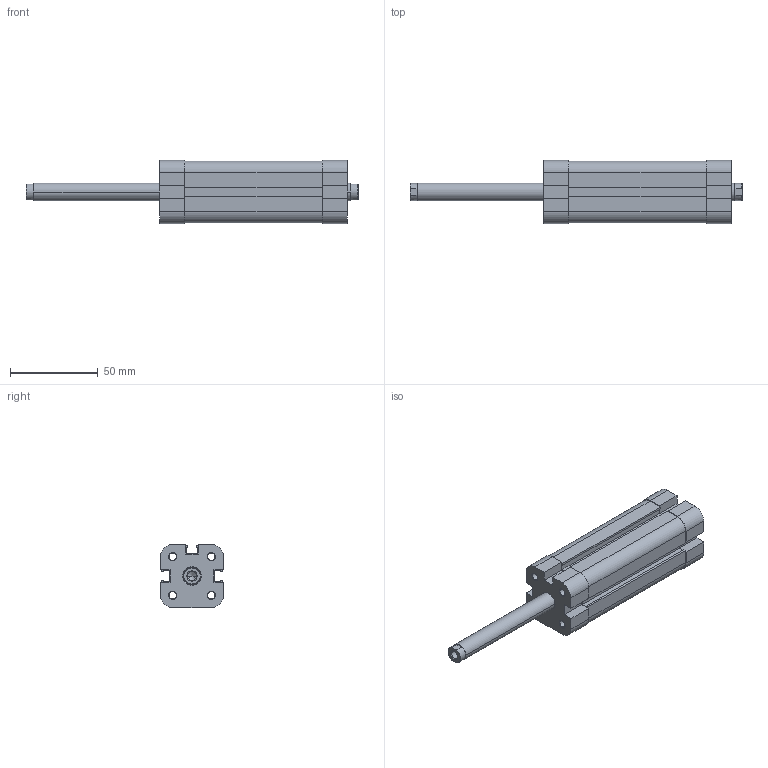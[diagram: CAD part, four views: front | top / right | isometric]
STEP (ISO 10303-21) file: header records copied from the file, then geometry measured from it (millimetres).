
FILE_DESCRIPTION (( 'STEP AP214' ), '1' );
FILE_NAME ('PKD20-70CYLINDER.STEP', '2010-09-23T08:04:36', ( '' ), ( '' ), 'SwSTEP 2.0', 'SolidWorks 2010', '' );
FILE_SCHEMA (( 'AUTOMOTIVE_DESIGN' ));
Length unit declared in the file: millimetre
Products named in the file (4): PK  20  BORU-1_Varsayýlan; PK 20  ÖN  KAPAK-1_Varsayýlan; PK  20'' LÝK MÝL_Varsayýlan; PKD20-70CYLINDER
Assembly tree (4 placements, depth 2):
  PKD20-70CYLINDER
    PK  20  BORU-1_Varsayýlan
    PK 20  ÖN  KAPAK-1_Varsayýlan  x2
    PK  20'' LÝK MÝL_Varsayýlan
Bounding box: 189 x 36 x 36 mm (x, y, z)
Volume: 84272.6 mm3; surface area: 50168.2 mm2
Topology: 4 solids, 4 shells, 246 faces, 654 edges, 420 vertices
Faces by surface type: plane 108, cylinder 96, cone 42
Entity records: 6498 total; most frequent: CARTESIAN_POINT 1115, DIRECTION 1096, ORIENTED_EDGE 1048, EDGE_CURVE 524, AXIS2_PLACEMENT_3D 385, VERTEX_POINT 340, LINE 326, VECTOR 326
